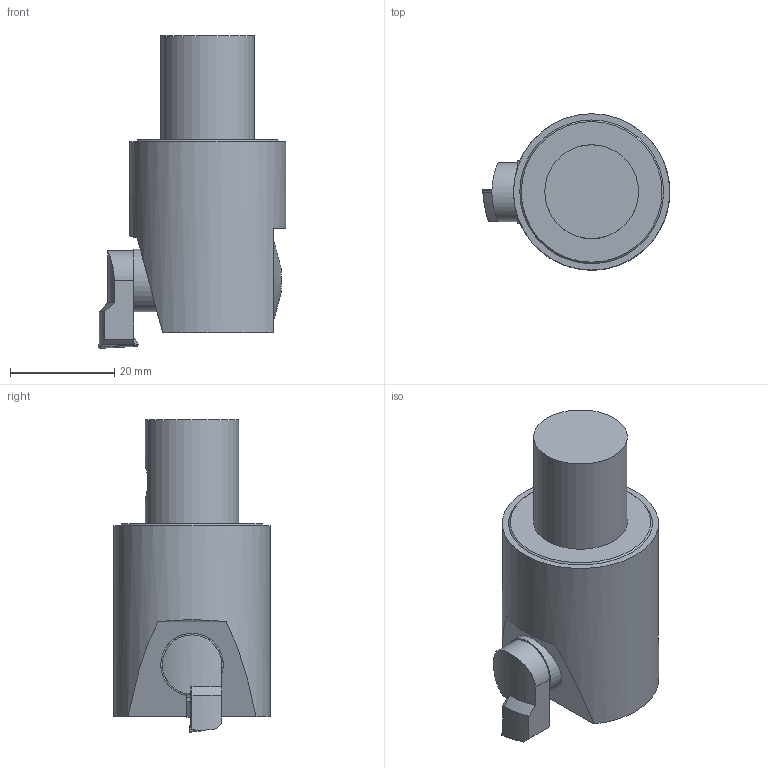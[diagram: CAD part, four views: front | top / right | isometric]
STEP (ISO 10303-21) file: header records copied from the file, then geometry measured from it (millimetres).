
FILE_DESCRIPTION((''),'1');
FILE_NAME('EWB32-42CK3_EBH3-1_new.stp','2023-03-06T23:37:06',(''),(''),'Spatial Interop R21 SP3','Kubotek KeyCreator 2011 V10.0.2 (22737)',' ');
FILE_SCHEMA(('automotive_design'));
Length unit declared in the file: millimetre
Products named in the file (4): 240[2]; 241[3]
Bounding box: 36 x 30 x 59.98 mm (x, y, z)
Volume: 30214.1 mm3; surface area: 7905.8 mm2
Topology: 4 solids, 4 shells, 58 faces, 137 edges, 90 vertices
Faces by surface type: plane 38, cylinder 13, cone 7
Full cylindrical faces by diameter (mm): 2 x2, 6.2 x1, 12 x2, 18 x1, 30 x1
Entity records: 3110 total; most frequent: CARTESIAN_POINT 398, DIRECTION 279, PRESENTATION_STYLE_ASSIGNMENT 246, COLOUR_RGB 246, ORIENTED_EDGE 244, STYLED_ITEM 184, CURVE_STYLE 184, DRAUGHTING_PRE_DEFINED_CURVE_FONT 184
